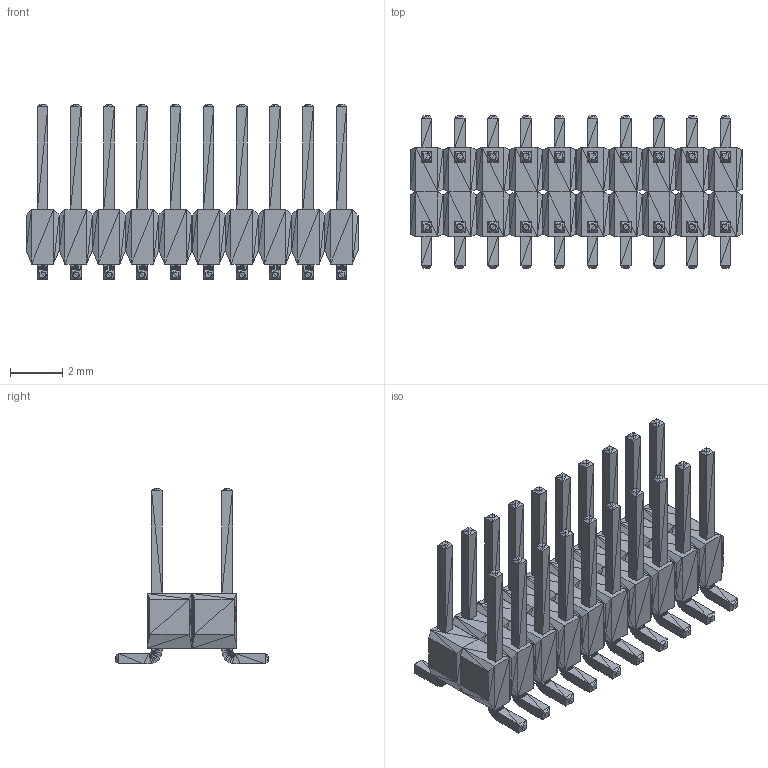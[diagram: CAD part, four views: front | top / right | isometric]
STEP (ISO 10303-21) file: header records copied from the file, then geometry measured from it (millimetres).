
FILE_DESCRIPTION(/* description */ (''),/* implementation_level */ '2;1');
FILE_NAME(/* name */ 'SAM11274-ND - 2X10 Male 50mil SMD v1.step',/* time_stamp */ '2018-08-03T01:17:50-04:00',/* author */ ('vogel.sohei'),/* organization */ (''),/* preprocessor_version */ 'ST-DEVELOPER v17',/* originating_system */ 'Autodesk Translation Framework v7.1.0.215',/* authorisation */ '');
FILE_SCHEMA (('AUTOMOTIVE_DESIGN { 1 0 10303 214 3 1 1 }'));
Length unit declared in the file: millimetre
Products named in the file (1): SAM11274-ND - 2X10 Male 50mil SMD
Bounding box: 12.7 x 5.84 x 6.73 mm (x, y, z)
Volume: 103.1 mm3; surface area: 497.7 mm2
Topology: 60 solids, 60 shells, 2800 faces, 4200 edges, 1520 vertices
Faces by surface type: plane 2800
Entity records: 55065 total; most frequent: DIRECTION 9802, CARTESIAN_POINT 8521, ORIENTED_EDGE 8400, LINE 4200, VECTOR 4200, EDGE_CURVE 4200, AXIS2_PLACEMENT_3D 2801, FACE_OUTER_BOUND 2800
